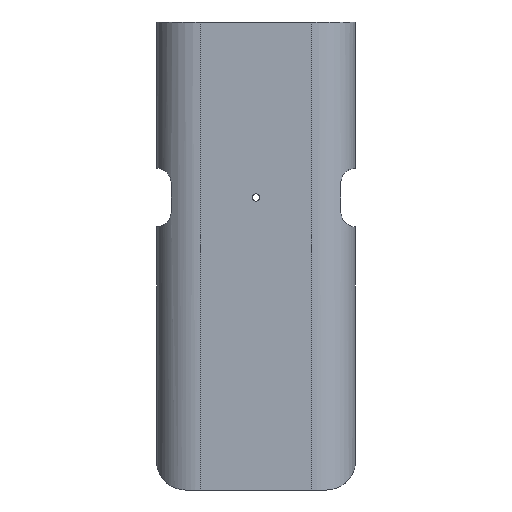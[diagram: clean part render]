
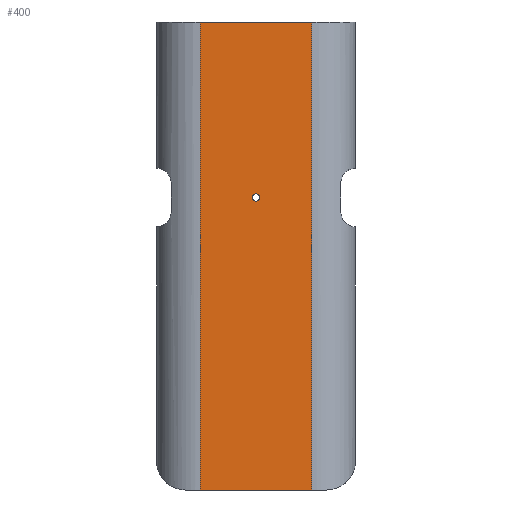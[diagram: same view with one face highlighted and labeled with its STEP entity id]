
A CAD part, front view. The second image highlights one B-rep face of the part: STEP entity #400.
In plain terms, the highlighted planar face has unit normal (0, -1, 0).
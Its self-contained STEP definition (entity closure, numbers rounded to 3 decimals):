
#48 = ORIENTED_EDGE ( 'NONE', *, *, #2607, .F. ) ;
#130 = CARTESIAN_POINT ( 'NONE',  ( -7.205, 5.295, 0. ) ) ;
#187 = AXIS2_PLACEMENT_3D ( 'NONE', #2434, #1651, #2361 ) ;
#219 = EDGE_CURVE ( 'NONE', #2046, #311, #557, .T. ) ;
#287 = VERTEX_POINT ( 'NONE', #580 ) ;
#311 = VERTEX_POINT ( 'NONE', #567 ) ;
#342 = VECTOR ( 'NONE', #1620, 1000. ) ;
#368 = LINE ( 'NONE', #2881, #2746 ) ;
#400 = ADVANCED_FACE ( 'NONE', ( #691, #3143 ), #660, .T. ) ;
#557 = CIRCLE ( 'NONE', #766, 1.25 ) ;
#558 = VECTOR ( 'NONE', #2709, 1000. ) ;
#567 = CARTESIAN_POINT ( 'NONE',  ( 11.795, 5.295, -61.25 ) ) ;
#580 = CARTESIAN_POINT ( 'NONE',  ( -7.205, 5.295, -160. ) ) ;
#660 = PLANE ( 'NONE',  #187 ) ;
#691 = FACE_BOUND ( 'NONE', #1563, .T. ) ;
#765 = LINE ( 'NONE', #1458, #558 ) ;
#766 = AXIS2_PLACEMENT_3D ( 'NONE', #2069, #824, #2053 ) ;
#824 = DIRECTION ( 'NONE',  ( 0., 1., 0. ) ) ;
#864 = VERTEX_POINT ( 'NONE', #1430 ) ;
#880 = EDGE_CURVE ( 'NONE', #311, #2046, #1956, .T. ) ;
#884 = VERTEX_POINT ( 'NONE', #1357 ) ;
#1152 = DIRECTION ( 'NONE',  ( 0., 0., 1. ) ) ;
#1193 = EDGE_LOOP ( 'NONE', ( #2318, #2302, #48, #2230 ) ) ;
#1216 = EDGE_CURVE ( 'NONE', #864, #287, #765, .T. ) ;
#1345 = CARTESIAN_POINT ( 'NONE',  ( 11.795, 5.295, -58.75 ) ) ;
#1357 = CARTESIAN_POINT ( 'NONE',  ( 30.795, 5.295, 0. ) ) ;
#1430 = CARTESIAN_POINT ( 'NONE',  ( 30.795, 5.295, -160. ) ) ;
#1458 = CARTESIAN_POINT ( 'NONE',  ( -7.205, 5.295, -160. ) ) ;
#1543 = CARTESIAN_POINT ( 'NONE',  ( -7.205, 5.295, -230.342 ) ) ;
#1559 = DIRECTION ( 'NONE',  ( 0., 0., 1. ) ) ;
#1563 = EDGE_LOOP ( 'NONE', ( #2623, #2229 ) ) ;
#1620 = DIRECTION ( 'NONE',  ( 1., 0., 0. ) ) ;
#1651 = DIRECTION ( 'NONE',  ( 0., -1., 0. ) ) ;
#1888 = VERTEX_POINT ( 'NONE', #130 ) ;
#1956 = CIRCLE ( 'NONE', #2579, 1.25 ) ;
#2046 = VERTEX_POINT ( 'NONE', #1345 ) ;
#2053 = DIRECTION ( 'NONE',  ( 0., 0., 1. ) ) ;
#2069 = CARTESIAN_POINT ( 'NONE',  ( 11.795, 5.295, -60. ) ) ;
#2139 = LINE ( 'NONE', #2866, #342 ) ;
#2170 = VECTOR ( 'NONE', #1559, 1000. ) ;
#2229 = ORIENTED_EDGE ( 'NONE', *, *, #880, .T. ) ;
#2230 = ORIENTED_EDGE ( 'NONE', *, *, #3049, .F. ) ;
#2302 = ORIENTED_EDGE ( 'NONE', *, *, #2587, .T. ) ;
#2318 = ORIENTED_EDGE ( 'NONE', *, *, #1216, .F. ) ;
#2361 = DIRECTION ( 'NONE',  ( 0., 0., -1. ) ) ;
#2434 = CARTESIAN_POINT ( 'NONE',  ( -7.205, 5.295, -230.342 ) ) ;
#2579 = AXIS2_PLACEMENT_3D ( 'NONE', #2619, #2803, #3092 ) ;
#2587 = EDGE_CURVE ( 'NONE', #864, #884, #368, .T. ) ;
#2607 = EDGE_CURVE ( 'NONE', #1888, #884, #2139, .T. ) ;
#2619 = CARTESIAN_POINT ( 'NONE',  ( 11.795, 5.295, -60. ) ) ;
#2623 = ORIENTED_EDGE ( 'NONE', *, *, #219, .T. ) ;
#2709 = DIRECTION ( 'NONE',  ( -1., 0., 0. ) ) ;
#2746 = VECTOR ( 'NONE', #1152, 1000. ) ;
#2803 = DIRECTION ( 'NONE',  ( 0., 1., 0. ) ) ;
#2806 = LINE ( 'NONE', #1543, #2170 ) ;
#2866 = CARTESIAN_POINT ( 'NONE',  ( -7.205, 5.295, 0. ) ) ;
#2881 = CARTESIAN_POINT ( 'NONE',  ( 30.795, 5.295, -230.342 ) ) ;
#3049 = EDGE_CURVE ( 'NONE', #287, #1888, #2806, .T. ) ;
#3092 = DIRECTION ( 'NONE',  ( 0., 0., 1. ) ) ;
#3143 = FACE_OUTER_BOUND ( 'NONE', #1193, .T. ) ;
